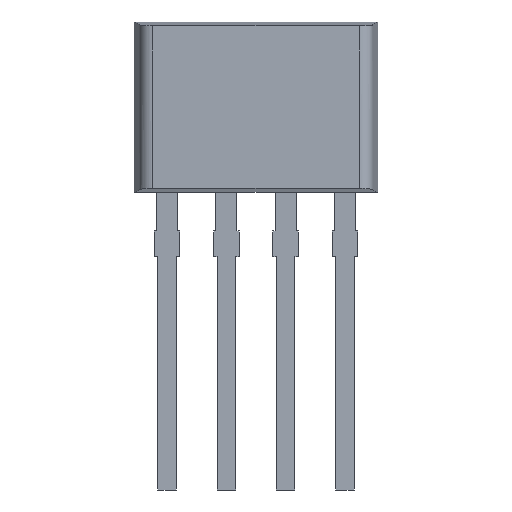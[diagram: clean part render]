
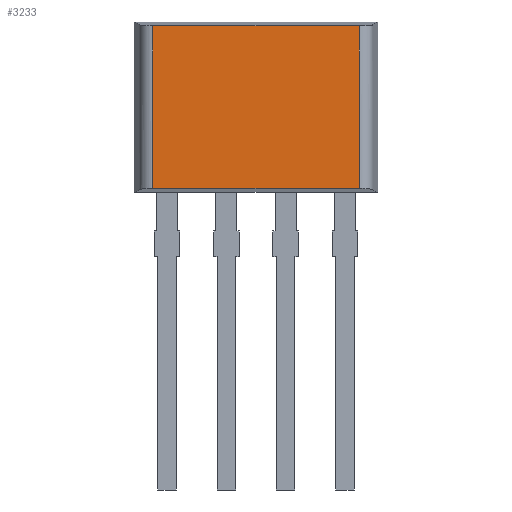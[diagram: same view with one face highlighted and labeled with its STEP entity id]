
A CAD part, front view. The second image highlights one B-rep face of the part: STEP entity #3233.
In plain terms, the highlighted planar face has unit normal (0, -1, 0).
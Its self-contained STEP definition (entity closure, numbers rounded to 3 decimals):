
#16=DIRECTION('',(0.,0.,-1.));
#17=VECTOR('',#16,3.482);
#18=CARTESIAN_POINT('',(-2.207,-0.78,3.566));
#19=LINE('',#18,#17);
#20=DIRECTION('',(1.,0.,0.));
#21=VECTOR('',#20,4.414);
#22=CARTESIAN_POINT('',(-2.207,-0.78,3.566));
#23=LINE('',#22,#21);
#24=DIRECTION('',(0.,0.,1.));
#25=VECTOR('',#24,3.482);
#26=CARTESIAN_POINT('',(2.207,-0.78,0.084));
#27=LINE('',#26,#25);
#28=DIRECTION('',(-1.,0.,0.));
#29=VECTOR('',#28,4.414);
#30=CARTESIAN_POINT('',(2.207,-0.78,0.084));
#31=LINE('',#30,#29);
#40=CARTESIAN_POINT('',(-2.207,-0.78,0.084));
#54=CARTESIAN_POINT('',(2.207,-0.78,0.084));
#686=CARTESIAN_POINT('',(-2.207,-0.78,3.566));
#692=CARTESIAN_POINT('',(2.207,-0.78,3.566));
#2630=VERTEX_POINT('',#40);
#2634=VERTEX_POINT('',#686);
#2635=VERTEX_POINT('',#692);
#2639=VERTEX_POINT('',#54);
#3218=CARTESIAN_POINT('',(-2.61,-0.78,0.));
#3219=DIRECTION('',(0.,-1.,0.));
#3220=DIRECTION('',(1.,0.,0.));
#3221=AXIS2_PLACEMENT_3D('',#3218,#3219,#3220);
#3222=PLANE('',#3221);
#3224=ORIENTED_EDGE('',*,*,#3223,.F.);
#3226=ORIENTED_EDGE('',*,*,#3225,.T.);
#3228=ORIENTED_EDGE('',*,*,#3227,.F.);
#3230=ORIENTED_EDGE('',*,*,#3229,.T.);
#3231=EDGE_LOOP('',(#3224,#3226,#3228,#3230));
#3232=FACE_OUTER_BOUND('',#3231,.F.);
#3233=ADVANCED_FACE('',(#3232),#3222,.T.);
#3223=EDGE_CURVE('',#2634,#2630,#19,.T.);
#3225=EDGE_CURVE('',#2634,#2635,#23,.T.);
#3227=EDGE_CURVE('',#2639,#2635,#27,.T.);
#3229=EDGE_CURVE('',#2639,#2630,#31,.T.);
